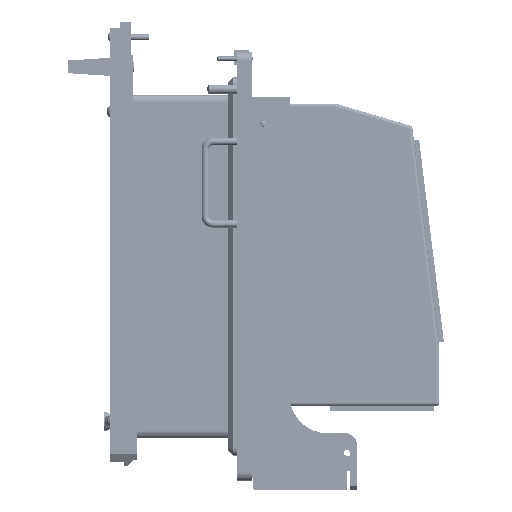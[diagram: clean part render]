
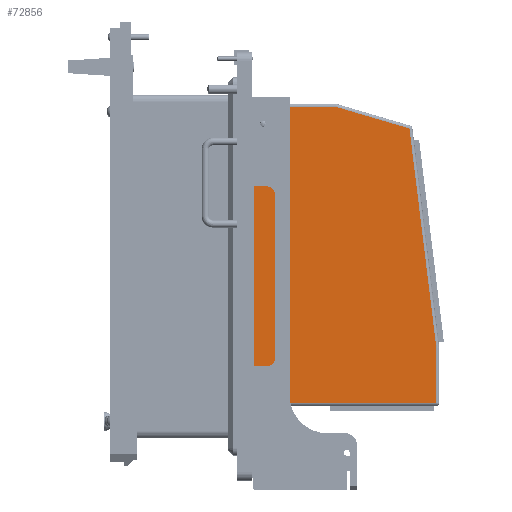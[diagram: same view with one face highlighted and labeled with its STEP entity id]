
A CAD part, left-side view. The second image highlights one B-rep face of the part: STEP entity #72856.
In plain terms, the highlighted planar face has unit normal (-1, 0, 0).
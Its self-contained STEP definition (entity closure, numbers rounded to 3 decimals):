
#182 = LINE ( 'NONE', #68656, #86622 ) ;
#2238 = VERTEX_POINT ( 'NONE', #52540 ) ;
#4244 = CARTESIAN_POINT ( 'NONE',  ( -75.5, 124., 101. ) ) ;
#10335 = DIRECTION ( 'NONE',  ( 0., 1., 0. ) ) ;
#13631 = DIRECTION ( 'NONE',  ( 0., -1., 0. ) ) ;
#14131 = ORIENTED_EDGE ( 'NONE', *, *, #97819, .F. ) ;
#17528 = VERTEX_POINT ( 'NONE', #64675 ) ;
#24231 = CARTESIAN_POINT ( 'NONE',  ( -75.5, 69.289, 99. ) ) ;
#31419 = ORIENTED_EDGE ( 'NONE', *, *, #109717, .T. ) ;
#32186 = DIRECTION ( 'NONE',  ( 0., 0., 1. ) ) ;
#34745 = CARTESIAN_POINT ( 'NONE',  ( -75.5, 124.761, 115.366 ) ) ;
#35989 = DIRECTION ( 'NONE',  ( 0., 0.959, 0.283 ) ) ;
#37863 = VECTOR ( 'NONE', #13631, 1000. ) ;
#38374 = CARTESIAN_POINT ( 'NONE',  ( -75.5, 19.983, 84.453 ) ) ;
#39235 = VERTEX_POINT ( 'NONE', #38374 ) ;
#40968 = CARTESIAN_POINT ( 'NONE',  ( -75.5, 2., -61.887 ) ) ;
#41243 = ORIENTED_EDGE ( 'NONE', *, *, #76139, .T. ) ;
#45664 = EDGE_CURVE ( 'NONE', #68101, #46859, #182, .T. ) ;
#46015 = DIRECTION ( 'NONE',  ( 0., 0., -1. ) ) ;
#46859 = VERTEX_POINT ( 'NONE', #69929 ) ;
#47385 = LINE ( 'NONE', #34745, #106420 ) ;
#52540 = CARTESIAN_POINT ( 'NONE',  ( -75.5, 2., -62.009 ) ) ;
#54517 = AXIS2_PLACEMENT_3D ( 'NONE', #55486, #92276, #46015 ) ;
#55486 = CARTESIAN_POINT ( 'NONE',  ( -75.5, 129., 101. ) ) ;
#60553 = LINE ( 'NONE', #40968, #73137 ) ;
#60630 = EDGE_CURVE ( 'NONE', #2238, #39235, #93457, .T. ) ;
#62155 = EDGE_LOOP ( 'NONE', ( #14131, #122415, #31419, #87062, #41243, #107905 ) ) ;
#64675 = CARTESIAN_POINT ( 'NONE',  ( -75.5, 2., -99. ) ) ;
#65549 = CARTESIAN_POINT ( 'NONE',  ( -75.5, 23.604, 113.941 ) ) ;
#68101 = VERTEX_POINT ( 'NONE', #24231 ) ;
#68656 = CARTESIAN_POINT ( 'NONE',  ( -75.5, 129., 99. ) ) ;
#69929 = CARTESIAN_POINT ( 'NONE',  ( -75.5, 124., 99. ) ) ;
#72856 = ADVANCED_FACE ( 'NONE', ( #122140 ), #102450, .F. ) ;
#73137 = VECTOR ( 'NONE', #79582, 1000. ) ;
#76139 = EDGE_CURVE ( 'NONE', #39235, #68101, #47385, .T. ) ;
#76930 = DIRECTION ( 'NONE',  ( 0., 0.122, 0.993 ) ) ;
#79582 = DIRECTION ( 'NONE',  ( 0., 0., 1. ) ) ;
#79601 = VECTOR ( 'NONE', #76930, 1000. ) ;
#80350 = LINE ( 'NONE', #4244, #124464 ) ;
#86622 = VECTOR ( 'NONE', #10335, 1000. ) ;
#87062 = ORIENTED_EDGE ( 'NONE', *, *, #60630, .T. ) ;
#90964 = CARTESIAN_POINT ( 'NONE',  ( -75.5, 129., -99. ) ) ;
#92276 = DIRECTION ( 'NONE',  ( 1., 0., 0. ) ) ;
#93412 = CARTESIAN_POINT ( 'NONE',  ( -75.5, 124., -99. ) ) ;
#93457 = LINE ( 'NONE', #65549, #79601 ) ;
#97819 = EDGE_CURVE ( 'NONE', #108302, #46859, #80350, .T. ) ;
#102450 = PLANE ( 'NONE',  #54517 ) ;
#104788 = EDGE_CURVE ( 'NONE', #108302, #17528, #121471, .T. ) ;
#106420 = VECTOR ( 'NONE', #35989, 1000. ) ;
#107905 = ORIENTED_EDGE ( 'NONE', *, *, #45664, .T. ) ;
#108302 = VERTEX_POINT ( 'NONE', #93412 ) ;
#109717 = EDGE_CURVE ( 'NONE', #17528, #2238, #60553, .T. ) ;
#121471 = LINE ( 'NONE', #90964, #37863 ) ;
#122140 = FACE_OUTER_BOUND ( 'NONE', #62155, .T. ) ;
#122415 = ORIENTED_EDGE ( 'NONE', *, *, #104788, .T. ) ;
#124464 = VECTOR ( 'NONE', #32186, 1000. ) ;
